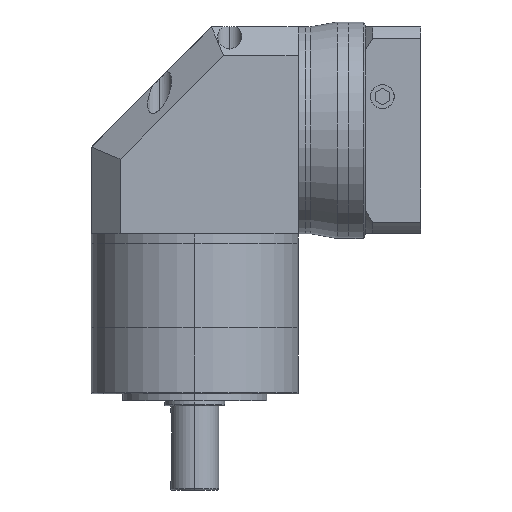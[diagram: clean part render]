
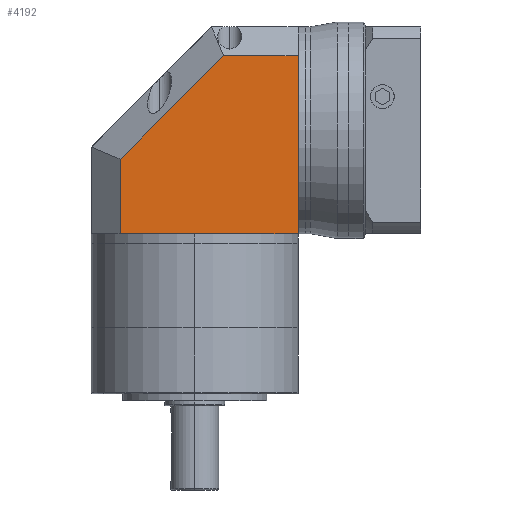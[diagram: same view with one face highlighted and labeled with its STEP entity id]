
A CAD part, left-side view. The second image highlights one B-rep face of the part: STEP entity #4192.
In plain terms, the highlighted planar face has unit normal (-1, 0, 0).
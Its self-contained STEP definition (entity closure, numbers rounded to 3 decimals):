
#209 = DIRECTION ( 'NONE',  ( 0., 0., -1. ) ) ;
#584 = CARTESIAN_POINT ( 'NONE',  ( -43., -43., 86. ) ) ;
#608 = VERTEX_POINT ( 'NONE', #1805 ) ;
#695 = LINE ( 'NONE', #8928, #8847 ) ;
#830 = EDGE_CURVE ( 'NONE', #608, #7612, #1837, .T. ) ;
#1070 = DIRECTION ( 'NONE',  ( 0., 0.707, -0.707 ) ) ;
#1159 = EDGE_CURVE ( 'NONE', #3794, #608, #695, .T. ) ;
#1395 = DIRECTION ( 'NONE',  ( 0., 0., -1. ) ) ;
#1769 = FACE_OUTER_BOUND ( 'NONE', #2224, .T. ) ;
#1805 = CARTESIAN_POINT ( 'NONE',  ( -43., 31., 31.029 ) ) ;
#1818 = CARTESIAN_POINT ( 'NONE',  ( -43., -43., 74. ) ) ;
#1837 = LINE ( 'NONE', #4146, #8122 ) ;
#1868 = ORIENTED_EDGE ( 'NONE', *, *, #3689, .T. ) ;
#1993 = ORIENTED_EDGE ( 'NONE', *, *, #6616, .T. ) ;
#2224 = EDGE_LOOP ( 'NONE', ( #2225, #8292, #1993, #7772, #8156, #3935, #1868 ) ) ;
#2225 = ORIENTED_EDGE ( 'NONE', *, *, #1159, .T. ) ;
#2373 = EDGE_CURVE ( 'NONE', #2470, #4062, #4872, .T. ) ;
#2470 = VERTEX_POINT ( 'NONE', #3385 ) ;
#2507 = DIRECTION ( 'NONE',  ( 0., -1., 0. ) ) ;
#3081 = DIRECTION ( 'NONE',  ( 0., 0., -1. ) ) ;
#3350 = PLANE ( 'NONE',  #7163 ) ;
#3354 = VECTOR ( 'NONE', #5077, 1000. ) ;
#3385 = CARTESIAN_POINT ( 'NONE',  ( -43., 0., 0. ) ) ;
#3689 = EDGE_CURVE ( 'NONE', #5580, #3794, #8653, .T. ) ;
#3794 = VERTEX_POINT ( 'NONE', #7555 ) ;
#3935 = ORIENTED_EDGE ( 'NONE', *, *, #4461, .F. ) ;
#4062 = VERTEX_POINT ( 'NONE', #7080 ) ;
#4137 = DIRECTION ( 'NONE',  ( 0., 0., -1. ) ) ;
#4146 = CARTESIAN_POINT ( 'NONE',  ( -43., 31., 86. ) ) ;
#4192 = ADVANCED_FACE ( 'NONE', ( #1769 ), #3350, .F. ) ;
#4257 = CARTESIAN_POINT ( 'NONE',  ( -43., -43., 74. ) ) ;
#4461 = EDGE_CURVE ( 'NONE', #5580, #5030, #5349, .T. ) ;
#4841 = CARTESIAN_POINT ( 'NONE',  ( -43., -43., 0. ) ) ;
#4872 = LINE ( 'NONE', #4841, #6750 ) ;
#5030 = VERTEX_POINT ( 'NONE', #7445 ) ;
#5077 = DIRECTION ( 'NONE',  ( 0., 1., 0. ) ) ;
#5349 = LINE ( 'NONE', #584, #7434 ) ;
#5457 = LINE ( 'NONE', #7820, #9628 ) ;
#5476 = CARTESIAN_POINT ( 'NONE',  ( -43., -43., 0. ) ) ;
#5580 = VERTEX_POINT ( 'NONE', #1818 ) ;
#6257 = DIRECTION ( 'NONE',  ( 0., -1., 0. ) ) ;
#6494 = CARTESIAN_POINT ( 'NONE',  ( -43., 31., 0. ) ) ;
#6539 = EDGE_CURVE ( 'NONE', #5030, #4062, #5457, .T. ) ;
#6616 = EDGE_CURVE ( 'NONE', #7612, #2470, #8755, .T. ) ;
#6694 = VECTOR ( 'NONE', #6257, 1000. ) ;
#6750 = VECTOR ( 'NONE', #2507, 1000. ) ;
#7080 = CARTESIAN_POINT ( 'NONE',  ( -43., -43., 0. ) ) ;
#7163 = AXIS2_PLACEMENT_3D ( 'NONE', #7291, #8873, #4137 ) ;
#7291 = CARTESIAN_POINT ( 'NONE',  ( -43., -43., 86. ) ) ;
#7434 = VECTOR ( 'NONE', #1395, 1000. ) ;
#7445 = CARTESIAN_POINT ( 'NONE',  ( -43., -43., 43. ) ) ;
#7555 = CARTESIAN_POINT ( 'NONE',  ( -43., -11.971, 74. ) ) ;
#7612 = VERTEX_POINT ( 'NONE', #6494 ) ;
#7772 = ORIENTED_EDGE ( 'NONE', *, *, #2373, .T. ) ;
#7820 = CARTESIAN_POINT ( 'NONE',  ( -43., -43., 86. ) ) ;
#8122 = VECTOR ( 'NONE', #209, 1000. ) ;
#8156 = ORIENTED_EDGE ( 'NONE', *, *, #6539, .F. ) ;
#8292 = ORIENTED_EDGE ( 'NONE', *, *, #830, .T. ) ;
#8653 = LINE ( 'NONE', #4257, #3354 ) ;
#8755 = LINE ( 'NONE', #5476, #6694 ) ;
#8847 = VECTOR ( 'NONE', #1070, 1000. ) ;
#8873 = DIRECTION ( 'NONE',  ( 1., 0., 0. ) ) ;
#8928 = CARTESIAN_POINT ( 'NONE',  ( -43., 34.515, 27.515 ) ) ;
#9628 = VECTOR ( 'NONE', #3081, 1000. ) ;
